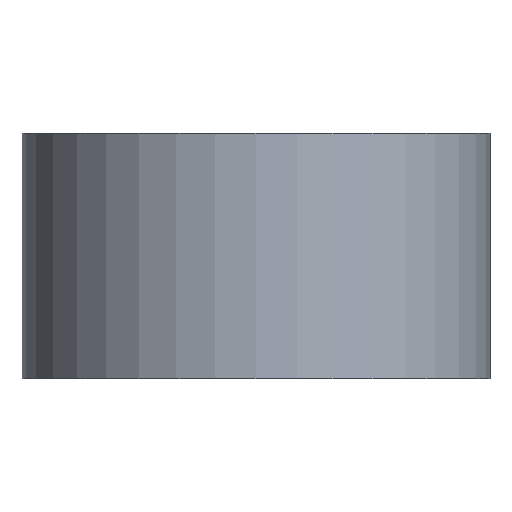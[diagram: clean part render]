
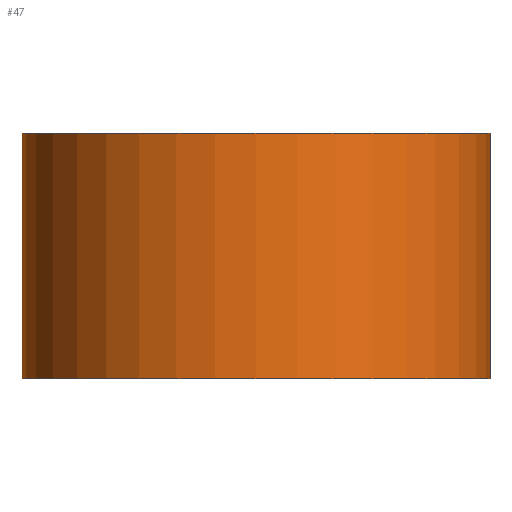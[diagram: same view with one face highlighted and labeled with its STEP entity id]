
A CAD part, front view. The second image highlights one B-rep face of the part: STEP entity #47.
In plain terms, the highlighted cylindrical face has radius 10 mm (diameter 20 mm), a full revolution.
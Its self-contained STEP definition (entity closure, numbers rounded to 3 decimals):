
#47=ADVANCED_FACE('',(#87,#88),#69,.T.);
#69=CYLINDRICAL_SURFACE('',#324,10.);
#87=FACE_BOUND('',#139,.T.);
#88=FACE_BOUND('',#140,.T.);
#139=EDGE_LOOP('',(#191));
#140=EDGE_LOOP('',(#192));
#191=ORIENTED_EDGE('',*,*,#268,.T.);
#192=ORIENTED_EDGE('',*,*,#267,.F.);
#241=VERTEX_POINT('',#477);
#242=VERTEX_POINT('',#480);
#267=EDGE_CURVE('',#241,#241,#293,.T.);
#268=EDGE_CURVE('',#242,#242,#294,.T.);
#293=CIRCLE('',#321,10.);
#294=CIRCLE('',#323,10.);
#321=AXIS2_PLACEMENT_3D('',#476,#378,#379);
#323=AXIS2_PLACEMENT_3D('',#479,#382,#383);
#324=AXIS2_PLACEMENT_3D('',#481,#384,#385);
#378=DIRECTION('',(0.,0.,-1.));
#379=DIRECTION('',(-1.,0.,0.));
#382=DIRECTION('',(0.,0.,-1.));
#383=DIRECTION('',(-1.,0.,0.));
#384=DIRECTION('',(0.,0.,-1.));
#385=DIRECTION('',(-1.,0.,0.));
#476=CARTESIAN_POINT('',(0.,0.,0.));
#477=CARTESIAN_POINT('',(-10.,0.,0.));
#479=CARTESIAN_POINT('',(0.,0.,10.5));
#480=CARTESIAN_POINT('',(-10.,0.,10.5));
#481=CARTESIAN_POINT('',(0.,0.,0.));
